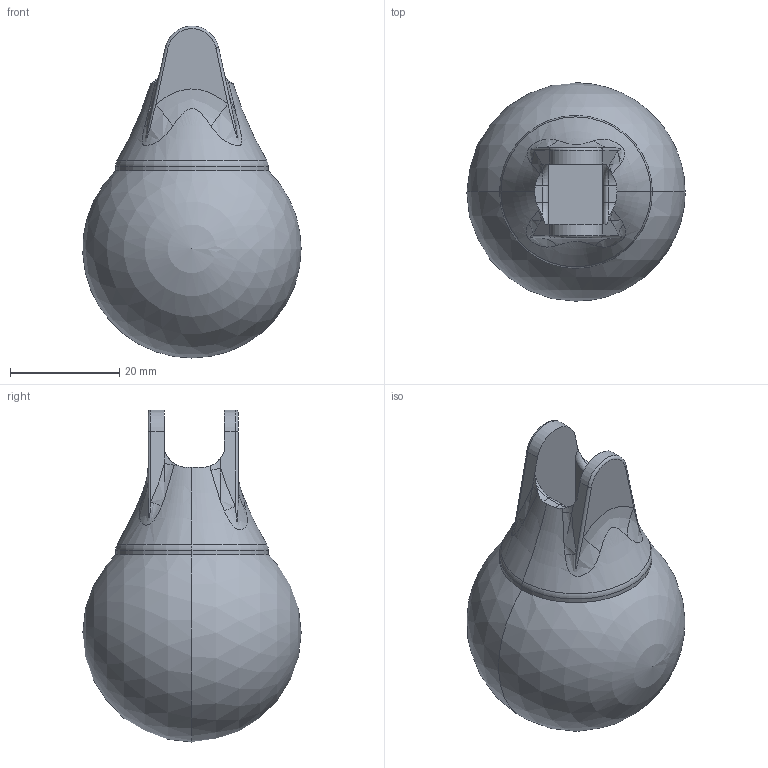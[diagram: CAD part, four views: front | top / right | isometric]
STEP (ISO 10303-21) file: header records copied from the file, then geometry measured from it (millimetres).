
FILE_DESCRIPTION (( 'STEP AP214' ), '1' );
FILE_NAME ('printable_cheetah_leg_foot.STEP', '2025-06-27T19:29:00', ( '' ), ( '' ), 'SwSTEP 2.0', 'SolidWorks 2024', '' );
FILE_SCHEMA (( 'AUTOMOTIVE_DESIGN' ));
Length unit declared in the file: millimetre
Products named in the file (1): printable_cheetah_leg_foot
Bounding box: 39.98 x 40 x 60.81 mm (x, y, z)
Volume: 34400.5 mm3; surface area: 7749.4 mm2
Topology: 1 solids, 1 shells, 57 faces, 147 edges, 86 vertices
Faces by surface type: bspline 18, cylinder 14, plane 13, torus 10, sphere 2
Entity records: 2771 total; most frequent: CARTESIAN_POINT 1585, ORIENTED_EDGE 276, DIRECTION 200, EDGE_CURVE 138, VERTEX_POINT 83, AXIS2_PLACEMENT_3D 82, FACE_OUTER_BOUND 57, ADVANCED_FACE 57
